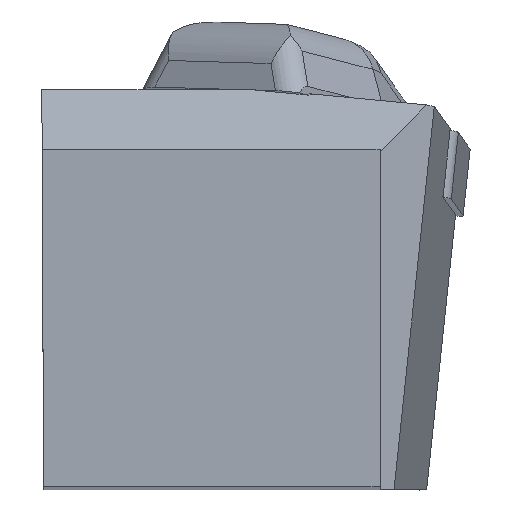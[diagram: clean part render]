
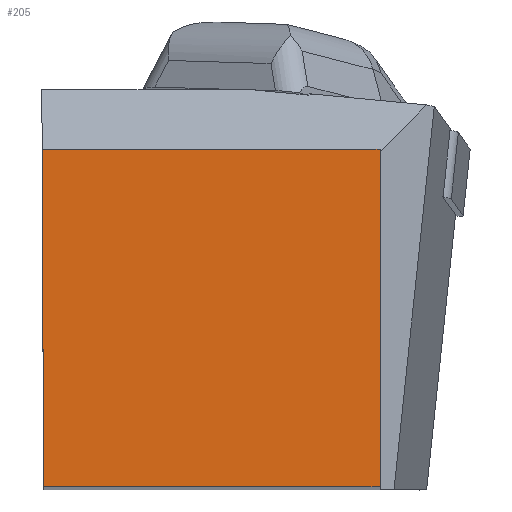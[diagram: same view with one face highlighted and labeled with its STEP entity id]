
A CAD part, top view. The second image highlights one B-rep face of the part: STEP entity #205.
In plain terms, the highlighted planar face has unit normal (0, 0, 1).
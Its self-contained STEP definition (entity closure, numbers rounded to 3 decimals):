
#146=FACE_OUTER_BOUND('',#564,.T.);
#205=ADVANCED_FACE('BLANK_BOXF006',(#146),#259,.F.);
#259=PLANE('',#1337);
#333=LINE('',#1928,#453);
#339=LINE('',#1941,#459);
#347=LINE('',#1955,#467);
#348=LINE('',#1957,#468);
#453=VECTOR('',#1524,1.);
#459=VECTOR('',#1532,1.);
#467=VECTOR('',#1544,1.);
#468=VECTOR('',#1545,1.);
#564=EDGE_LOOP('',(#717,#718,#719,#720));
#717=ORIENTED_EDGE('',*,*,#1119,.T.);
#718=ORIENTED_EDGE('',*,*,#1120,.T.);
#719=ORIENTED_EDGE('',*,*,#1105,.T.);
#720=ORIENTED_EDGE('',*,*,#1111,.T.);
#982=VERTEX_POINT('',#1927);
#983=VERTEX_POINT('',#1929);
#988=VERTEX_POINT('',#1940);
#993=VERTEX_POINT('',#1956);
#1105=EDGE_CURVE('',#983,#982,#333,.T.);
#1111=EDGE_CURVE('',#982,#988,#339,.T.);
#1119=EDGE_CURVE('',#988,#993,#347,.T.);
#1120=EDGE_CURVE('',#993,#983,#348,.T.);
#1337=AXIS2_PLACEMENT_3D('',#1958,#1546,#1547);
#1524=DIRECTION('',(0.004,-1.,0.));
#1532=DIRECTION('',(1.,0.,0.));
#1544=DIRECTION('',(0.,1.,0.));
#1545=DIRECTION('',(-1.,0.,0.));
#1546=DIRECTION('',(0.,0.,-1.));
#1547=DIRECTION('',(1.,0.,0.));
#1927=CARTESIAN_POINT('',(0.139,0.,0.));
#1928=CARTESIAN_POINT('',(-0.678,187.348,0.));
#1929=CARTESIAN_POINT('',(0.,31.85,0.));
#1940=CARTESIAN_POINT('',(31.85,0.,0.));
#1941=CARTESIAN_POINT('',(-187.35,0.,0.));
#1955=CARTESIAN_POINT('',(31.85,-187.35,0.));
#1956=CARTESIAN_POINT('',(31.85,31.85,0.));
#1957=CARTESIAN_POINT('',(187.35,31.85,0.));
#1958=CARTESIAN_POINT('',(56.35,-5.,0.));
